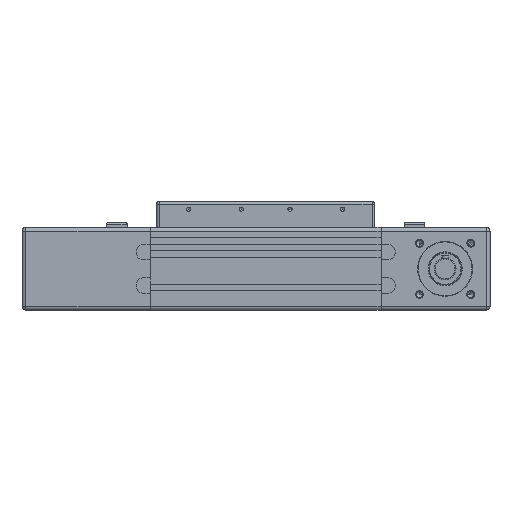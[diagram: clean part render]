
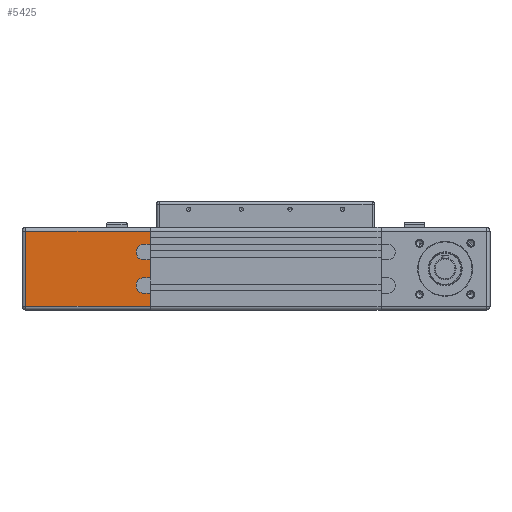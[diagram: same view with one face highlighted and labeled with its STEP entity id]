
A CAD part, left-side view. The second image highlights one B-rep face of the part: STEP entity #5425.
In plain terms, the highlighted face is planar.
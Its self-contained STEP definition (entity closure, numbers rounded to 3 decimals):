
#4948=CARTESIAN_POINT('',(36.135,26.068,180.));
#4949=VERTEX_POINT('',#4948);
#4966=CARTESIAN_POINT('',(36.135,26.068,185.));
#4967=VERTEX_POINT('',#4966);
#4974=CARTESIAN_POINT('',(36.135,26.068,180.));
#4975=DIRECTION('',(0.0,0.0,1.0));
#4976=VECTOR('',#4975,5.);
#4977=LINE('',#4974,#4976);
#4978=EDGE_CURVE('',#4949,#4967,#4977,.T.);
#5199=CARTESIAN_POINT('',(36.135,12.068,185.));
#5200=VERTEX_POINT('',#5199);
#5207=CARTESIAN_POINT('',(36.135,0.068,185.));
#5208=VERTEX_POINT('',#5207);
#5209=CARTESIAN_POINT('',(36.135,6.068,185.));
#5210=DIRECTION('',(-1.0,0.0,0.0));
#5211=DIRECTION('',(0.0,-1.0,0.0));
#5212=AXIS2_PLACEMENT_3D('',#5209,#5210,#5211);
#5213=CIRCLE('',#5212,6.);
#5214=EDGE_CURVE('',#5208,#5200,#5213,.T.);
#5238=CARTESIAN_POINT('',(36.135,12.068,180.));
#5239=VERTEX_POINT('',#5238);
#5246=CARTESIAN_POINT('',(36.135,12.068,185.));
#5247=DIRECTION('',(0.0,0.0,-1.0));
#5248=VECTOR('',#5247,5.);
#5249=LINE('',#5246,#5248);
#5250=EDGE_CURVE('',#5200,#5239,#5249,.T.);
#5294=CARTESIAN_POINT('',(36.135,38.068,185.));
#5295=VERTEX_POINT('',#5294);
#5302=CARTESIAN_POINT('',(36.135,32.068,185.));
#5303=DIRECTION('',(-1.0,0.0,0.0));
#5304=DIRECTION('',(0.0,1.0,0.0));
#5305=AXIS2_PLACEMENT_3D('',#5302,#5303,#5304);
#5306=CIRCLE('',#5305,6.);
#5307=EDGE_CURVE('',#4967,#5295,#5306,.T.);
#5326=CARTESIAN_POINT('',(36.135,38.068,180.));
#5327=VERTEX_POINT('',#5326);
#5334=CARTESIAN_POINT('',(36.135,38.068,185.));
#5335=DIRECTION('',(0.0,0.0,-1.0));
#5336=VECTOR('',#5335,5.0);
#5337=LINE('',#5334,#5336);
#5338=EDGE_CURVE('',#5295,#5327,#5337,.T.);
#5361=CARTESIAN_POINT('',(36.135,43.768,180.));
#5362=DIRECTION('',(1.0,0.0,0.0));
#5363=DIRECTION('',(0.0,0.0,-1.0));
#5364=AXIS2_PLACEMENT_3D('',#5361,#5362,#5363);
#5365=PLANE('',#5364);
#5366=CARTESIAN_POINT('',(36.135,0.068,180.));
#5367=VERTEX_POINT('',#5366);
#5368=CARTESIAN_POINT('',(36.135,0.068,180.));
#5369=DIRECTION('',(0.0,0.0,1.0));
#5370=VECTOR('',#5369,5.0);
#5371=LINE('',#5368,#5370);
#5372=EDGE_CURVE('',#5367,#5208,#5371,.T.);
#5373=ORIENTED_EDGE('',*,*,#5372,.T.);
#5374=ORIENTED_EDGE('',*,*,#5214,.T.);
#5375=ORIENTED_EDGE('',*,*,#5250,.T.);
#5376=CARTESIAN_POINT('',(36.135,26.068,180.));
#5377=DIRECTION('',(0.0,-1.0,0.0));
#5378=VECTOR('',#5377,14.);
#5379=LINE('',#5376,#5378);
#5380=EDGE_CURVE('',#4949,#5239,#5379,.T.);
#5381=ORIENTED_EDGE('',*,*,#5380,.F.);
#5382=ORIENTED_EDGE('',*,*,#4978,.T.);
#5383=ORIENTED_EDGE('',*,*,#5307,.T.);
#5384=ORIENTED_EDGE('',*,*,#5338,.T.);
#5385=CARTESIAN_POINT('',(36.135,48.318,180.));
#5386=VERTEX_POINT('',#5385);
#5387=CARTESIAN_POINT('',(36.135,48.318,180.));
#5388=DIRECTION('',(0.0,-1.0,0.0));
#5389=VECTOR('',#5388,10.25);
#5390=LINE('',#5387,#5389);
#5391=EDGE_CURVE('',#5386,#5327,#5390,.T.);
#5392=ORIENTED_EDGE('',*,*,#5391,.F.);
#5393=CARTESIAN_POINT('',(36.135,48.318,277.));
#5394=VERTEX_POINT('',#5393);
#5395=CARTESIAN_POINT('',(36.135,48.318,180.));
#5396=DIRECTION('',(0.0,0.0,1.0));
#5397=VECTOR('',#5396,97.);
#5398=LINE('',#5395,#5397);
#5399=EDGE_CURVE('',#5386,#5394,#5398,.T.);
#5400=ORIENTED_EDGE('',*,*,#5399,.T.);
#5401=CARTESIAN_POINT('',(36.135,-10.182,277.));
#5402=VERTEX_POINT('',#5401);
#5403=CARTESIAN_POINT('',(36.135,-10.182,277.));
#5404=DIRECTION('',(0.0,1.0,0.0));
#5405=VECTOR('',#5404,58.5);
#5406=LINE('',#5403,#5405);
#5407=EDGE_CURVE('',#5402,#5394,#5406,.T.);
#5408=ORIENTED_EDGE('',*,*,#5407,.F.);
#5409=CARTESIAN_POINT('',(36.135,-10.182,180.));
#5410=VERTEX_POINT('',#5409);
#5411=CARTESIAN_POINT('',(36.135,-10.182,180.));
#5412=DIRECTION('',(0.0,0.0,1.0));
#5413=VECTOR('',#5412,97.);
#5414=LINE('',#5411,#5413);
#5415=EDGE_CURVE('',#5410,#5402,#5414,.T.);
#5416=ORIENTED_EDGE('',*,*,#5415,.F.);
#5417=CARTESIAN_POINT('',(36.135,0.068,180.));
#5418=DIRECTION('',(0.0,-1.0,0.0));
#5419=VECTOR('',#5418,10.25);
#5420=LINE('',#5417,#5419);
#5421=EDGE_CURVE('',#5367,#5410,#5420,.T.);
#5422=ORIENTED_EDGE('',*,*,#5421,.F.);
#5423=EDGE_LOOP('',(#5373,#5374,#5375,#5381,#5382,#5383,#5384,#5392,#5400,#5408,#5416,#5422));
#5424=FACE_OUTER_BOUND('',#5423,.T.);
#5425=ADVANCED_FACE('',(#5424),#5365,.T.);
